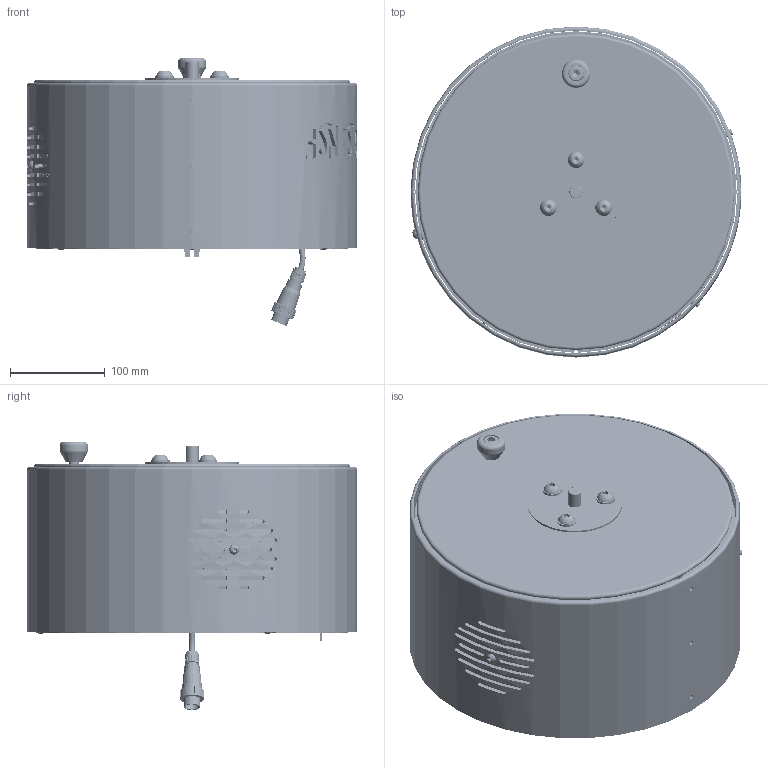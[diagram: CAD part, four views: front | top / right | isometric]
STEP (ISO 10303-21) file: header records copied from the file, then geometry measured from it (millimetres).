
FILE_DESCRIPTION (( 'STEP AP203' ), '1' );
FILE_NAME ('90009_R2_AUDIOSENSE.STEP', '2021-05-17T11:29:06', ( '' ), ( '' ), 'SwSTEP 2.0', 'SolidWorks 2020', '' );
FILE_SCHEMA (( 'CONFIG_CONTROL_DESIGN' ));
Length unit declared in the file: millimetre
Products named in the file (52): 20016_R2_Generator_Medium_welded_flange; 10317_flange_smellgun_2mmsteel; 30180_5-pole_plug; socket button head screw_1_isofer_ISO 7380 - M5 x 16 - 16N1; 10080_R2_wheelknob_SST; 30145_R1_usbwithlogo; 70080_R1_Wheelknob_Assembled; 30069_R1_chassisplug_generator; hex bolt gradec_1_iso_ISO 4016 - M10 x 150 x 150-NN1; 20061_shell_AS; 30107_cable_2pole_150cm; 10515_orange_scent_audiosense; 30066_R1_chassisplug_USB; 30103_UUB_BUS; socket button head screw_1_isofer_ISO 7380 - M8 x 20 - 20N1; socket button head screw_2_iso_ISO 7380 - M10 x 16 - 16N1; 40058_Ventilator_12V_40CMcable_5polePlug; 10040_R2_AN_COMPUTER; 30067_chassisplug_switch; 10316_pipe_smellgun_60x2; 30065_R2_chassisplug_volume; 10315_grill_smellgun_2mmsteel; 30032_speaker_large_4ohm; Hex Cylinder Head Cap Screw_isox_ISO 4762 M10 x 16 - 16N1; 40018_R1_generator_medium_60cmcable_plug; 20062_smellgun_AS; 10304_backring_3mmsteel; 30080_Box_Medium_AN; 10305_support_computer_3mmsteel; 40006_Speaker large 80cm cable plug 4OHM; plain washer normal grade c_1_iso_Washer ISO 7091 - 103; 90009_R2_AUDIOSENSE; 10302_outsideshell_roll_4mmsteel; 10095_R1_flange_generator_wheel_10mmSST; 10310_turningwheel_AS_335mm_6mmsteel; 10303_front_3mmsteel; 10056_R1_dustcover_USB; 20060_wall_mounting_AS; 10016_R2_mounting_strip_speaker_2mmSST; 10065_R1_ventilator ...
Assembly tree (75 placements, depth 4):
  90009_R2_AUDIOSENSE
    70076_R1_TurningWheel_Assembled_335mm_AS
      70080_R1_Wheelknob_Assembled
        10080_R2_wheelknob_SST
        11424_bus_wheelknob_sst
        Hex Cylinder Head Cap Screw_isox_ISO 4762 M10 x 16 - 16N1
      10310_turningwheel_AS_335mm_6mmsteel
      10098_R1_turningwheel_cover_2mmAlu_sublimated
      plain washer normal grade c_1_iso_Washer ISO 7091 - 103  x3
      socket button head screw_2_iso_ISO 7380 - M10 x 16 - 16N1  x3
    40058_Ventilator_12V_40CMcable_5polePlug
      10065_R1_ventilator
      30108_cable_2pole_40cm
      30180_5-pole_plug
    40006_Speaker large 80cm cable plug 4OHM
      30032_speaker_large_4ohm
      30107_cable_2pole_150cm
      30050_cableplug_2-pole
    30145_R1_usbwithlogo
    20062_smellgun_AS
      10317_flange_smellgun_2mmsteel
      10316_pipe_smellgun_60x2
      10315_grill_smellgun_2mmsteel
    20061_shell_AS
      10302_outsideshell_roll_4mmsteel
      10303_front_3mmsteel
      10304_backring_3mmsteel
      10305_support_computer_3mmsteel
      10306_clamp_logosheet  x2
    20060_wall_mounting_AS
      10300_plateforwall_3mmsst
      10301_couplenut_M10x30_sst  x3
    20016_R2_Generator_Medium_welded_flange
      40018_R1_generator_medium_60cmcable_plug
      10095_R1_flange_generator_wheel_10mmSST
    10515_orange_scent_audiosense
    10309_logosheet_1mmsteel
    10307_backplate_2mmsteel
    10056_R1_dustcover_USB
    10040_R2_AN_COMPUTER
      30080_Box_Medium_AN
      30065_R2_chassisplug_volume
      30067_chassisplug_switch
      30069_R1_chassisplug_generator
      30066_R1_chassisplug_USB
      30068_R1_chassisplug_speaker_2p
      30103_UUB_BUS
    10016_R2_mounting_strip_speaker_2mmSST
    socket button head screw_1_isofer_ISO 7380 - M6 x 16 - 16N1  x6
    socket button head screw_1_isofer_ISO 7380 - M5 x 16 - 16N1  x8
    hex bolt gradec_1_iso_ISO 4016 - M10 x 150 x 150-NN1  x3
    socket button head screw_1_isofer_ISO 7380 - M8 x 20 - 20N1  x4
Bounding box: 350 x 350 x 283.78 mm (x, y, z)
Volume: 3583411.3 mm3; surface area: 1663001.9 mm2
Topology: 98 solids, 98 shells, 4685 faces, 11178 edges, 7169 vertices
Faces by surface type: cylinder 1968, plane 1148, bspline 1077, cone 221, torus 219, sphere 52
Entity records: 212335 total; most frequent: CARTESIAN_POINT 118771, ORIENTED_EDGE 19906, DIRECTION 14601, EDGE_CURVE 9953, VERTEX_POINT 6474, AXIS2_PLACEMENT_3D 5484, EDGE_LOOP 4975, ADVANCED_FACE 4154
